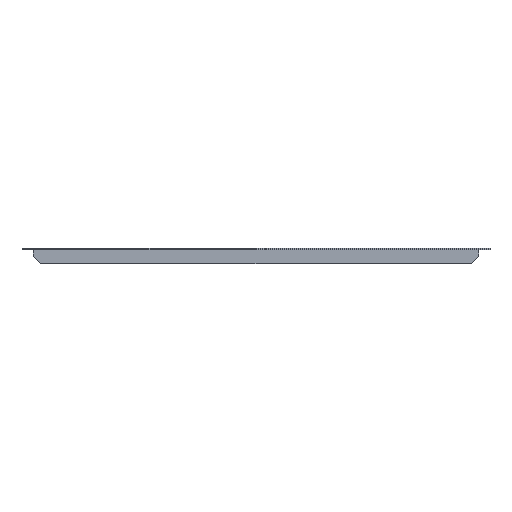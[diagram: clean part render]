
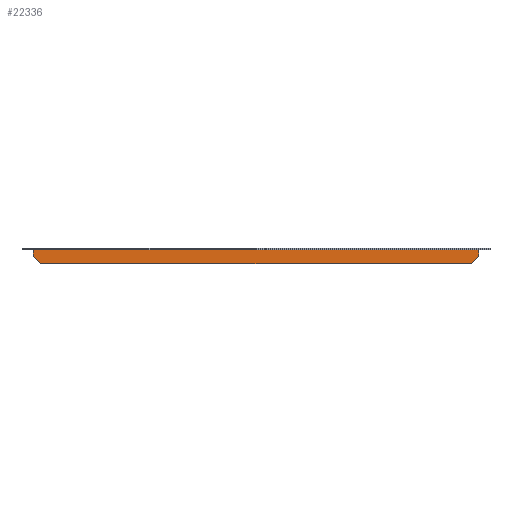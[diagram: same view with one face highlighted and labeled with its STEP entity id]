
A CAD part, front view. The second image highlights one B-rep face of the part: STEP entity #22336.
In plain terms, the highlighted planar face has unit normal (0, -1, 0).
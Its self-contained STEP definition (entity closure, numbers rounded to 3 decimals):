
#634 = EDGE_CURVE ( 'NONE', #37650, #27953, #25799, .T. ) ;
#1808 = CARTESIAN_POINT ( 'NONE',  ( 238., -67., -15. ) ) ;
#2205 = CARTESIAN_POINT ( 'NONE',  ( -230., -67., -15. ) ) ;
#2963 = EDGE_CURVE ( 'NONE', #19838, #44814, #13833, .T. ) ;
#4048 = CARTESIAN_POINT ( 'NONE',  ( -238., -67., 0. ) ) ;
#4881 = DIRECTION ( 'NONE',  ( 0.707, 0., -0.707 ) ) ;
#4908 = DIRECTION ( 'NONE',  ( -1., 0., 0. ) ) ;
#5244 = CARTESIAN_POINT ( 'NONE',  ( 238., -67., -15. ) ) ;
#7633 = VECTOR ( 'NONE', #39149, 1000. ) ;
#7700 = VECTOR ( 'NONE', #31394, 1000. ) ;
#9074 = CARTESIAN_POINT ( 'NONE',  ( 238., -67., 0. ) ) ;
#9502 = DIRECTION ( 'NONE',  ( 0., 0., 1. ) ) ;
#10960 = VECTOR ( 'NONE', #4881, 1000. ) ;
#12118 = EDGE_LOOP ( 'NONE', ( #27160, #37218, #12999, #29710, #38224, #18229 ) ) ;
#12380 = DIRECTION ( 'NONE',  ( -1., 0., 0. ) ) ;
#12890 = EDGE_CURVE ( 'NONE', #19838, #26177, #23058, .T. ) ;
#12999 = ORIENTED_EDGE ( 'NONE', *, *, #12890, .F. ) ;
#13199 = PLANE ( 'NONE',  #32870 ) ;
#13243 = CARTESIAN_POINT ( 'NONE',  ( -238., -67., -15. ) ) ;
#13833 = LINE ( 'NONE', #42258, #7633 ) ;
#15946 = CARTESIAN_POINT ( 'NONE',  ( 238., -67., 0. ) ) ;
#18229 = ORIENTED_EDGE ( 'NONE', *, *, #634, .T. ) ;
#18309 = EDGE_CURVE ( 'NONE', #42952, #27953, #20420, .T. ) ;
#18955 = LINE ( 'NONE', #26585, #10960 ) ;
#19681 = CARTESIAN_POINT ( 'NONE',  ( 230., -67., -15. ) ) ;
#19838 = VERTEX_POINT ( 'NONE', #19681 ) ;
#20420 = LINE ( 'NONE', #13243, #7700 ) ;
#21492 = DIRECTION ( 'NONE',  ( 0., 1., 0. ) ) ;
#22336 = ADVANCED_FACE ( 'NONE', ( #37598 ), #13199, .F. ) ;
#22707 = EDGE_CURVE ( 'NONE', #44814, #37650, #24074, .T. ) ;
#23058 = LINE ( 'NONE', #1808, #38271 ) ;
#24074 = LINE ( 'NONE', #5244, #31403 ) ;
#25799 = LINE ( 'NONE', #15946, #38053 ) ;
#26177 = VERTEX_POINT ( 'NONE', #2205 ) ;
#26585 = CARTESIAN_POINT ( 'NONE',  ( 4., -67., -249. ) ) ;
#27160 = ORIENTED_EDGE ( 'NONE', *, *, #18309, .F. ) ;
#27953 = VERTEX_POINT ( 'NONE', #4048 ) ;
#29710 = ORIENTED_EDGE ( 'NONE', *, *, #2963, .T. ) ;
#31394 = DIRECTION ( 'NONE',  ( 0., 0., 1. ) ) ;
#31403 = VECTOR ( 'NONE', #9502, 1000. ) ;
#32441 = CARTESIAN_POINT ( 'NONE',  ( -238., -67., -7. ) ) ;
#32453 = CARTESIAN_POINT ( 'NONE',  ( 238., -67., -15. ) ) ;
#32870 = AXIS2_PLACEMENT_3D ( 'NONE', #32453, #21492, #40093 ) ;
#35568 = EDGE_CURVE ( 'NONE', #42952, #26177, #18955, .T. ) ;
#37218 = ORIENTED_EDGE ( 'NONE', *, *, #35568, .T. ) ;
#37598 = FACE_OUTER_BOUND ( 'NONE', #12118, .T. ) ;
#37650 = VERTEX_POINT ( 'NONE', #9074 ) ;
#37883 = CARTESIAN_POINT ( 'NONE',  ( 238., -67., -7. ) ) ;
#38053 = VECTOR ( 'NONE', #12380, 1000. ) ;
#38224 = ORIENTED_EDGE ( 'NONE', *, *, #22707, .T. ) ;
#38271 = VECTOR ( 'NONE', #4908, 1000. ) ;
#39149 = DIRECTION ( 'NONE',  ( 0.707, 0., 0.707 ) ) ;
#40093 = DIRECTION ( 'NONE',  ( 0., 0., 1. ) ) ;
#42258 = CARTESIAN_POINT ( 'NONE',  ( 234., -67., -11. ) ) ;
#42952 = VERTEX_POINT ( 'NONE', #32441 ) ;
#44814 = VERTEX_POINT ( 'NONE', #37883 ) ;
